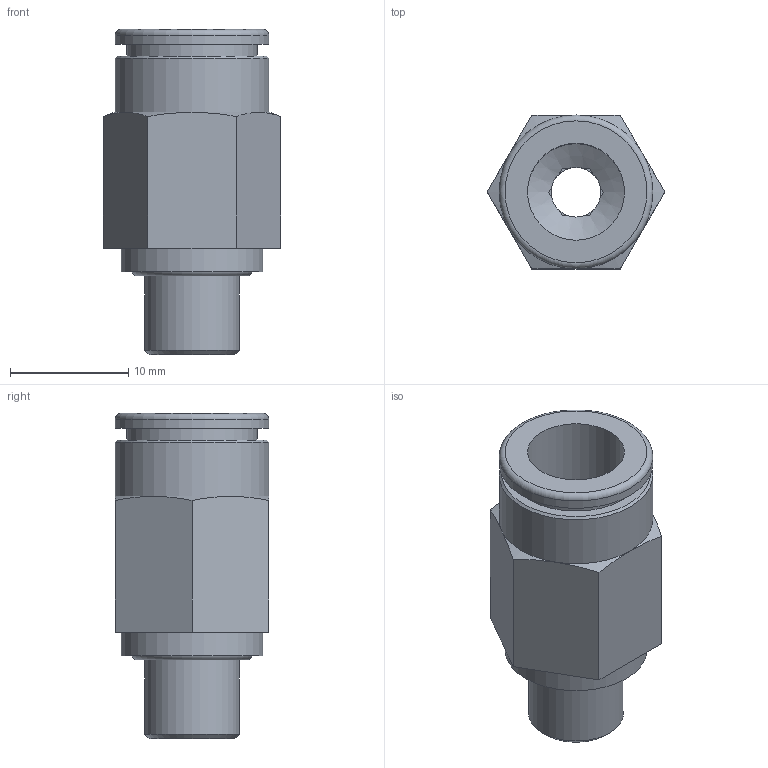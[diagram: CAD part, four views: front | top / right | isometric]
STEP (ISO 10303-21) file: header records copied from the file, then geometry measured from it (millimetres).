
FILE_DESCRIPTION(/* description */ (''),/* implementation_level */ '2;1');
FILE_NAME(/* name */ 'Schlauchanschluss_M8x1a_fuer_Schlauch_ad8mm_gerade_111955.stp',/* time_stamp */ '2016-08-01T15:42:24+02:00',/* author */ ('002210'),/* organization */ (''),/* preprocessor_version */ 'ST-DEVELOPER v16.5',/* originating_system */ 'Autodesk Inventor 2017',/* authorisation */ '');
FILE_SCHEMA (('AUTOMOTIVE_DESIGN { 1 0 10303 214 3 1 1 }'));
Length unit declared in the file: millimetre
Products named in the file (1): angea31a
Bounding box: 15.01 x 13 x 27.5 mm (x, y, z)
Volume: 2069.2 mm3; surface area: 1939.4 mm2
Topology: 1 solids, 1 shells, 49 faces, 117 edges, 75 vertices
Faces by surface type: plane 31, cone 9, cylinder 7, torus 2
Full cylindrical faces by diameter (mm): 4.2 x1, 8 x1, 8.2 x1, 11 x1, 12 x1, 13 x2
Entity records: 1336 total; most frequent: CARTESIAN_POINT 270, DIRECTION 212, ORIENTED_EDGE 202, EDGE_CURVE 101, AXIS2_PLACEMENT_3D 85, VERTEX_POINT 71, EDGE_LOOP 68, FACE_OUTER_BOUND 49
